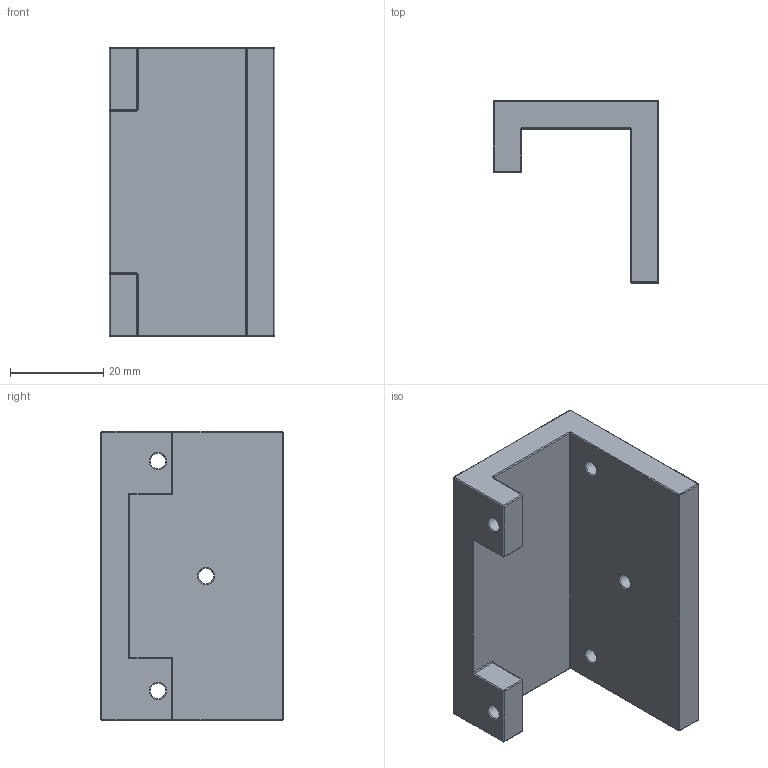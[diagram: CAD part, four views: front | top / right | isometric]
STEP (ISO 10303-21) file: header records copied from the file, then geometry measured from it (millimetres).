
FILE_DESCRIPTION(/* description */ (''),/* implementation_level */ '2;1');
FILE_NAME(/* name */ 'FlowSensor_holder.step',/* time_stamp */ '2024-05-07T10:35:12+02:00',/* author */ (''),/* organization */ (''),/* preprocessor_version */ 'ST-DEVELOPER v20',/* originating_system */ 'Autodesk Translation Framework v12.20.1.177',/* authorisation */ '');
FILE_SCHEMA (('AUTOMOTIVE_DESIGN { 1 0 10303 214 3 1 1 }'));
Length unit declared in the file: millimetre
Products named in the file (1): Flow sensor holder
Bounding box: 35.5 x 39 x 62 mm (x, y, z)
Volume: 26720.8 mm3; surface area: 10932.9 mm2
Topology: 1 solids, 1 shells, 89 faces, 197 edges, 110 vertices
Faces by surface type: cylinder 41, torus 18, sphere 16, plane 14
Full cylindrical faces by diameter (mm): 3.332 x5
Entity records: 2492 total; most frequent: DIRECTION 497, CARTESIAN_POINT 397, ORIENTED_EDGE 394, AXIS2_PLACEMENT_3D 210, EDGE_CURVE 197, CIRCLE 120, VERTEX_POINT 110, EDGE_LOOP 99
